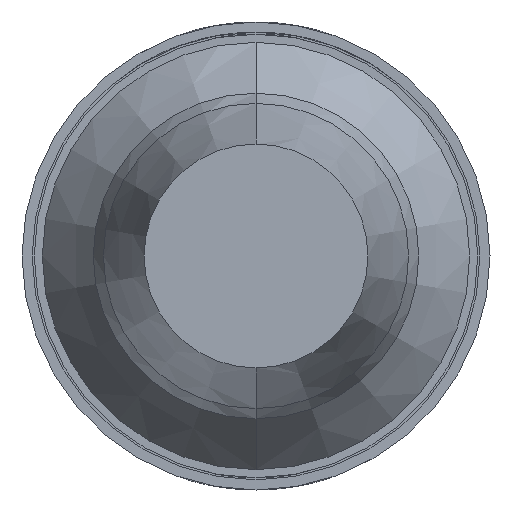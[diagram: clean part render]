
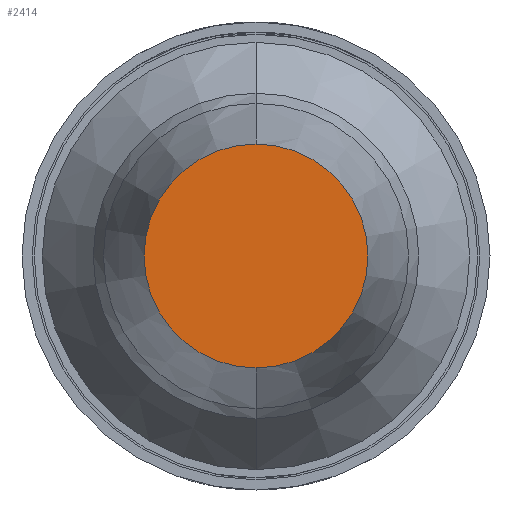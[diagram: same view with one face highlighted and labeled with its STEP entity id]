
A CAD part, front view. The second image highlights one B-rep face of the part: STEP entity #2414.
In plain terms, the highlighted planar face has unit normal (0, -1, 0).
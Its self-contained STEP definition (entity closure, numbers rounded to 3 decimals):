
#164 = ORIENTED_EDGE ( 'NONE', *, *, #4234, .F. ) ;
#207 = VERTEX_POINT ( 'NONE', #394 ) ;
#394 = CARTESIAN_POINT ( 'NONE',  ( 0., -36.5, -0.55 ) ) ;
#995 = CARTESIAN_POINT ( 'NONE',  ( 0., -36.5, 0. ) ) ;
#1220 = ORIENTED_EDGE ( 'NONE', *, *, #6083, .F. ) ;
#1637 = DIRECTION ( 'NONE',  ( 0., 1., 0. ) ) ;
#1661 = CARTESIAN_POINT ( 'NONE',  ( 0., -36.5, 0. ) ) ;
#2154 = CARTESIAN_POINT ( 'NONE',  ( 0., -36.5, 0. ) ) ;
#2414 = ADVANCED_FACE ( 'Defeature ausgef�hrt1_4', ( #3945 ), #6518, .F. ) ;
#2707 = VERTEX_POINT ( 'NONE', #2932 ) ;
#2771 = DIRECTION ( 'NONE',  ( 0., 0., 1. ) ) ;
#2793 = AXIS2_PLACEMENT_3D ( 'NONE', #1661, #6537, #2771 ) ;
#2932 = CARTESIAN_POINT ( 'NONE',  ( 0., -36.5, 0.55 ) ) ;
#3261 = DIRECTION ( 'NONE',  ( 0., 0., 1. ) ) ;
#3860 = CIRCLE ( 'NONE', #4944, 0.55 ) ;
#3945 = FACE_OUTER_BOUND ( 'NONE', #6519, .T. ) ;
#4082 = CIRCLE ( 'NONE', #4886, 0.55 ) ;
#4234 = EDGE_CURVE ( 'Defeature ausgef�hrt1_5+Defeature ausgef�hrt1_4+Defeature ausgef�hrt1_4+Defeature ausgef�hrt1_4', #207, #2707, #4082, .T. ) ;
#4886 = AXIS2_PLACEMENT_3D ( 'NONE', #995, #1637, #3261 ) ;
#4888 = DIRECTION ( 'NONE',  ( 0., 1., 0. ) ) ;
#4944 = AXIS2_PLACEMENT_3D ( 'NONE', #2154, #4888, #6481 ) ;
#6083 = EDGE_CURVE ( 'Defeature ausgef�hrt1_5+Defeature ausgef�hrt1_4+Defeature ausgef�hrt1_4+Defeature ausgef�hrt1_4', #2707, #207, #3860, .T. ) ;
#6481 = DIRECTION ( 'NONE',  ( 0., 0., 1. ) ) ;
#6518 = PLANE ( 'NONE',  #2793 ) ;
#6519 = EDGE_LOOP ( 'NONE', ( #1220, #164 ) ) ;
#6537 = DIRECTION ( 'NONE',  ( 0., 1., 0. ) ) ;
